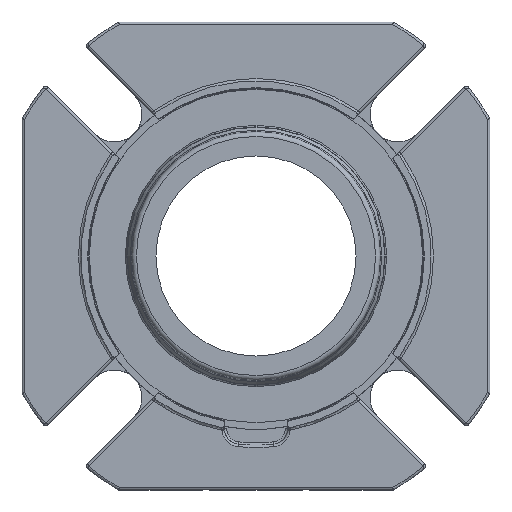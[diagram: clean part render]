
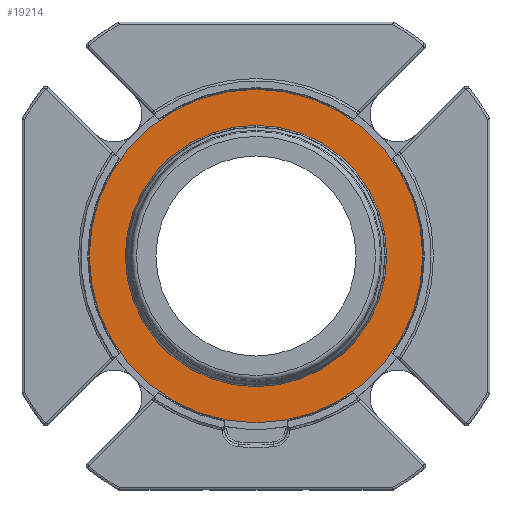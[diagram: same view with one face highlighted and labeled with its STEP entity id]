
A CAD part, left-side view. The second image highlights one B-rep face of the part: STEP entity #19214.
In plain terms, the highlighted planar face has unit normal (-1, 0, 0).
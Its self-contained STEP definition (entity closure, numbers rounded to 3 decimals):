
#831=CIRCLE('',#20498,41.135);
#832=CIRCLE('',#20500,52.5);
#2784=ORIENTED_EDGE('',*,*,#8820,.F.);
#2785=ORIENTED_EDGE('',*,*,#8821,.T.);
#8820=EDGE_CURVE('',#11848,#11848,#831,.F.);
#8821=EDGE_CURVE('',#11849,#11849,#832,.T.);
#11848=VERTEX_POINT('',#26965);
#11849=VERTEX_POINT('',#26968);
#16055=EDGE_LOOP('',(#2784));
#16056=EDGE_LOOP('',(#2785));
#17410=FACE_BOUND('',#16055,.T.);
#17411=FACE_BOUND('',#16056,.T.);
#18730=PLANE('',#20499);
#19214=ADVANCED_FACE('',(#17410,#17411),#18730,.F.);
#20498=AXIS2_PLACEMENT_3D('',#26964,#22285,#22286);
#20499=AXIS2_PLACEMENT_3D('',#26966,#22287,#22288);
#20500=AXIS2_PLACEMENT_3D('',#26967,#22289,#22290);
#22285=DIRECTION('',(1.,0.,0.));
#22286=DIRECTION('',(0.,0.,-1.));
#22287=DIRECTION('',(1.,0.,0.));
#22288=DIRECTION('',(0.,-1.,0.));
#22289=DIRECTION('',(-1.,0.,0.));
#22290=DIRECTION('',(0.,1.,0.));
#26964=CARTESIAN_POINT('',(39.497,0.,0.));
#26965=CARTESIAN_POINT('',(39.497,0.,-41.135));
#26966=CARTESIAN_POINT('',(39.497,52.5,0.));
#26967=CARTESIAN_POINT('',(39.497,0.,0.));
#26968=CARTESIAN_POINT('',(39.497,52.5,0.));
